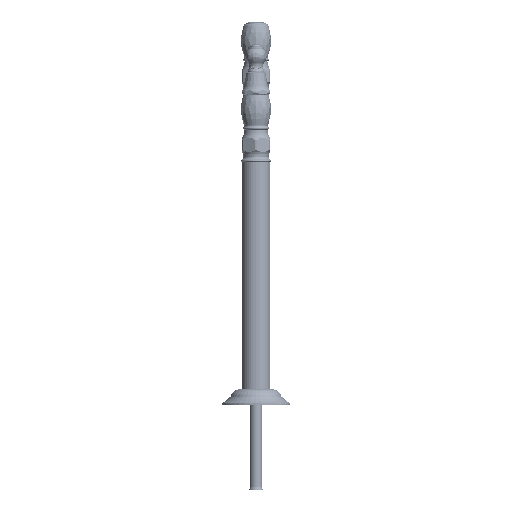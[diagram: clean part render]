
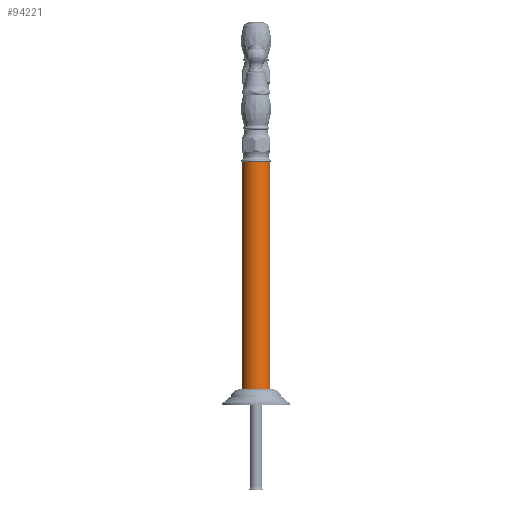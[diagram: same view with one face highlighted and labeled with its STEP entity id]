
A CAD part, top view. The second image highlights one B-rep face of the part: STEP entity #94221.
In plain terms, the highlighted cylindrical face has radius 15.621 mm (diameter 31.242 mm), a partial arc.
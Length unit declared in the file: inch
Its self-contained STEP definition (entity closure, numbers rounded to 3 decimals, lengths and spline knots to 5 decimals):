
#92529=CARTESIAN_POINT('',(0.,4.3,0.));
#92530=DIRECTION('',(0.,-1.,0.));
#92531=DIRECTION('',(1.,0.,0.));
#92532=AXIS2_PLACEMENT_3D('',#92529,#92530,#92531);
#94017=CARTESIAN_POINT('',(0.,14.,0.));
#94018=DIRECTION('',(0.,-1.,0.));
#94019=DIRECTION('',(1.,0.,0.));
#94020=AXIS2_PLACEMENT_3D('',#94017,#94018,#94019);
#94037=DIRECTION('',(0.,1.,0.));
#94038=VECTOR('',#94037,9.7);
#94039=CARTESIAN_POINT('',(0.615,4.3,0.));
#94040=LINE('',#94039,#94038);
#94041=DIRECTION('',(0.,1.,0.));
#94042=VECTOR('',#94041,9.7);
#94043=CARTESIAN_POINT('',(-0.615,4.3,0.));
#94044=LINE('',#94043,#94042);
#94091=CARTESIAN_POINT('',(0.615,14.,0.));
#94092=CARTESIAN_POINT('',(-0.615,14.,0.));
#94093=VERTEX_POINT('',#94091);
#94094=VERTEX_POINT('',#94092);
#94095=CARTESIAN_POINT('',(0.615,4.3,0.));
#94096=CARTESIAN_POINT('',(-0.615,4.3,0.));
#94097=VERTEX_POINT('',#94095);
#94098=VERTEX_POINT('',#94096);
#94206=CARTESIAN_POINT('',(0.,14.7,0.));
#94207=DIRECTION('',(0.,-1.,0.));
#94208=DIRECTION('',(-1.,0.,0.));
#94209=AXIS2_PLACEMENT_3D('',#94206,#94207,#94208);
#94210=CYLINDRICAL_SURFACE('',#94209,0.615);
#94212=ORIENTED_EDGE('',*,*,#94211,.T.);
#94214=ORIENTED_EDGE('',*,*,#94213,.T.);
#94216=ORIENTED_EDGE('',*,*,#94215,.F.);
#94218=ORIENTED_EDGE('',*,*,#94217,.F.);
#94219=EDGE_LOOP('',(#94212,#94214,#94216,#94218));
#94220=FACE_OUTER_BOUND('',#94219,.F.);
#94221=ADVANCED_FACE('',(#94220),#94210,.T.);
#92533=CIRCLE('',#92532,0.615);
#94021=CIRCLE('',#94020,0.615);
#94211=EDGE_CURVE('',#94097,#94098,#92533,.T.);
#94213=EDGE_CURVE('',#94098,#94094,#94044,.T.);
#94215=EDGE_CURVE('',#94093,#94094,#94021,.T.);
#94217=EDGE_CURVE('',#94097,#94093,#94040,.T.);
